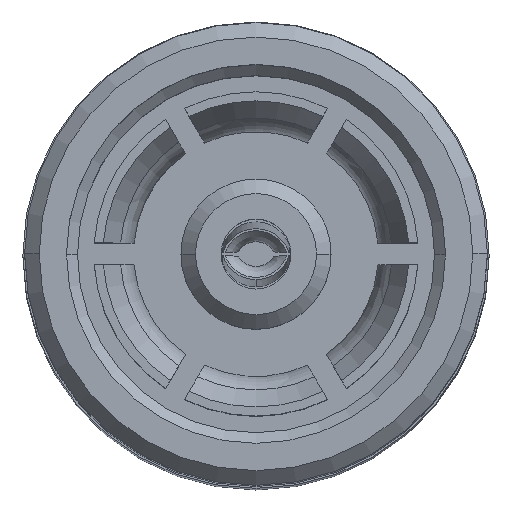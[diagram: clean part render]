
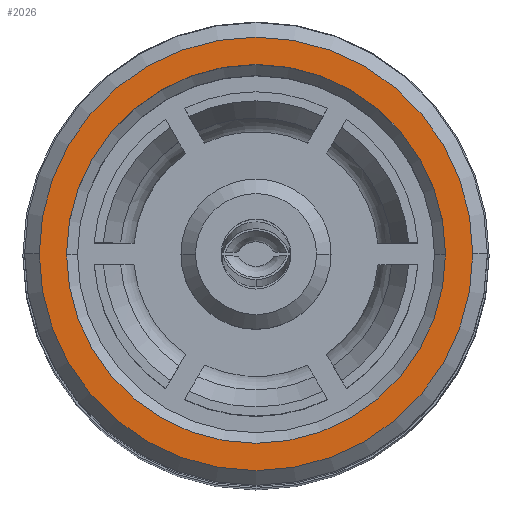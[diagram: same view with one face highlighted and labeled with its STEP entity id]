
A CAD part, top view. The second image highlights one B-rep face of the part: STEP entity #2026.
In plain terms, the highlighted planar face has unit normal (0, 0, 1).
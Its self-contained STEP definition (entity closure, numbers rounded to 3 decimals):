
#67 = DIRECTION ( 'NONE',  ( 0., 0., 1. ) ) ;
#78 = DIRECTION ( 'NONE',  ( 0., 0., 1. ) ) ;
#104 = CARTESIAN_POINT ( 'NONE',  ( 0., 0., 0. ) ) ;
#159 = DIRECTION ( 'NONE',  ( 1., 0., 0. ) ) ;
#162 = CARTESIAN_POINT ( 'NONE',  ( 0., 0., 0. ) ) ;
#168 = DIRECTION ( 'NONE',  ( 1., 0., 0. ) ) ;
#771 = EDGE_CURVE ( 'NONE', #4377, #4413, #3922, .T. ) ;
#925 = DIRECTION ( 'NONE',  ( -1., 0., 0. ) ) ;
#964 = CARTESIAN_POINT ( 'NONE',  ( 0., 0., 0. ) ) ;
#989 = PLANE ( 'NONE',  #4654 ) ;
#1038 = DIRECTION ( 'NONE',  ( 0., 0., -1. ) ) ;
#1417 = EDGE_CURVE ( 'NONE', #4413, #4377, #4839, .T. ) ;
#1420 = EDGE_CURVE ( 'NONE', #4370, #4525, #4841, .T. ) ;
#2009 = EDGE_CURVE ( 'NONE', #4525, #4370, #4000, .T. ) ;
#2026 = ADVANCED_FACE ( 'NONE', ( #2103, #2116 ), #989, .F. ) ;
#2103 = FACE_OUTER_BOUND ( 'NONE', #3218, .T. ) ;
#2116 = FACE_BOUND ( 'NONE', #3066, .T. ) ;
#2494 = CARTESIAN_POINT ( 'NONE',  ( 0., 0., 0. ) ) ;
#2496 = DIRECTION ( 'NONE',  ( 0., 0., 1. ) ) ;
#2627 = DIRECTION ( 'NONE',  ( 1., 0., 0. ) ) ;
#2970 = CARTESIAN_POINT ( 'NONE',  ( -2.6, 0., 0. ) ) ;
#3032 = ORIENTED_EDGE ( 'NONE', *, *, #1420, .F. ) ;
#3041 = ORIENTED_EDGE ( 'NONE', *, *, #771, .T. ) ;
#3066 = EDGE_LOOP ( 'NONE', ( #3032, #3205 ) ) ;
#3205 = ORIENTED_EDGE ( 'NONE', *, *, #2009, .F. ) ;
#3218 = EDGE_LOOP ( 'NONE', ( #4379, #3041 ) ) ;
#3281 = CARTESIAN_POINT ( 'NONE',  ( 2.975, 0., 0. ) ) ;
#3321 = CARTESIAN_POINT ( 'NONE',  ( 2.6, 0., 0. ) ) ;
#3362 = CARTESIAN_POINT ( 'NONE',  ( -2.975, 0., 0. ) ) ;
#3512 = DIRECTION ( 'NONE',  ( 0., 0., 1. ) ) ;
#3513 = CARTESIAN_POINT ( 'NONE',  ( 0., 0., 0. ) ) ;
#3514 = DIRECTION ( 'NONE',  ( 1., 0., 0. ) ) ;
#3922 = CIRCLE ( 'NONE', #3926, 2.975 ) ;
#3926 = AXIS2_PLACEMENT_3D ( 'NONE', #2494, #2496, #2627 ) ;
#4000 = CIRCLE ( 'NONE', #4003, 2.6 ) ;
#4003 = AXIS2_PLACEMENT_3D ( 'NONE', #3513, #3512, #3514 ) ;
#4370 = VERTEX_POINT ( 'NONE', #3321 ) ;
#4377 = VERTEX_POINT ( 'NONE', #3281 ) ;
#4379 = ORIENTED_EDGE ( 'NONE', *, *, #1417, .T. ) ;
#4413 = VERTEX_POINT ( 'NONE', #3362 ) ;
#4525 = VERTEX_POINT ( 'NONE', #2970 ) ;
#4654 = AXIS2_PLACEMENT_3D ( 'NONE', #964, #1038, #925 ) ;
#4839 = CIRCLE ( 'NONE', #4840, 2.975 ) ;
#4840 = AXIS2_PLACEMENT_3D ( 'NONE', #104, #78, #159 ) ;
#4841 = CIRCLE ( 'NONE', #4848, 2.6 ) ;
#4848 = AXIS2_PLACEMENT_3D ( 'NONE', #162, #67, #168 ) ;
